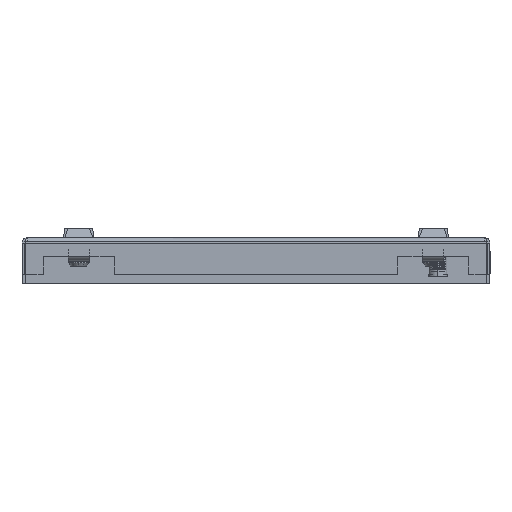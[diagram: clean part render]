
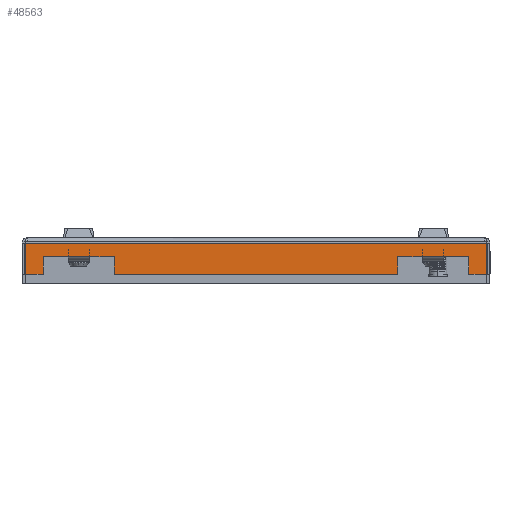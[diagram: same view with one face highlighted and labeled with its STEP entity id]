
A CAD part, left-side view. The second image highlights one B-rep face of the part: STEP entity #48563.
In plain terms, the highlighted planar face has unit normal (-1, 0, 0).
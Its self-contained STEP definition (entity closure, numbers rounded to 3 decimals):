
#689 = EDGE_CURVE ( 'NONE', #3352, #3292, #12154, .T. ) ;
#690 = EDGE_CURVE ( 'NONE', #3271, #3292, #12142, .T. ) ;
#691 = EDGE_CURVE ( 'NONE', #3273, #3271, #12145, .T. ) ;
#692 = EDGE_CURVE ( 'NONE', #3284, #3273, #12138, .T. ) ;
#693 = EDGE_CURVE ( 'NONE', #3328, #3284, #12136, .T. ) ;
#694 = EDGE_CURVE ( 'NONE', #3310, #3328, #12134, .T. ) ;
#695 = EDGE_CURVE ( 'NONE', #3323, #3310, #12132, .T. ) ;
#696 = EDGE_CURVE ( 'NONE', #3325, #3323, #12130, .T. ) ;
#697 = EDGE_CURVE ( 'NONE', #3321, #3325, #12128, .T. ) ;
#698 = EDGE_CURVE ( 'NONE', #3316, #3321, #12126, .T. ) ;
#699 = EDGE_CURVE ( 'NONE', #3337, #3316, #12124, .T. ) ;
#700 = EDGE_CURVE ( 'NONE', #3337, #3352, #12122, .T. ) ;
#3271 = VERTEX_POINT ( 'NONE', #62641 ) ;
#3273 = VERTEX_POINT ( 'NONE', #62640 ) ;
#3284 = VERTEX_POINT ( 'NONE', #62635 ) ;
#3292 = VERTEX_POINT ( 'NONE', #62631 ) ;
#3310 = VERTEX_POINT ( 'NONE', #62624 ) ;
#3316 = VERTEX_POINT ( 'NONE', #62621 ) ;
#3321 = VERTEX_POINT ( 'NONE', #62619 ) ;
#3323 = VERTEX_POINT ( 'NONE', #62618 ) ;
#3325 = VERTEX_POINT ( 'NONE', #62617 ) ;
#3328 = VERTEX_POINT ( 'NONE', #62616 ) ;
#3337 = VERTEX_POINT ( 'NONE', #62612 ) ;
#3352 = VERTEX_POINT ( 'NONE', #62605 ) ;
#12119 = VECTOR ( 'NONE', #40771, 1000. ) ;
#12121 = VECTOR ( 'NONE', #40776, 1000. ) ;
#12122 = LINE ( 'NONE', #40774, #12119 ) ;
#12123 = VECTOR ( 'NONE', #40781, 1000. ) ;
#12124 = LINE ( 'NONE', #40779, #12121 ) ;
#12125 = VECTOR ( 'NONE', #40786, 1000. ) ;
#12126 = LINE ( 'NONE', #40784, #12123 ) ;
#12127 = VECTOR ( 'NONE', #40791, 1000. ) ;
#12128 = LINE ( 'NONE', #40789, #12125 ) ;
#12129 = VECTOR ( 'NONE', #40796, 1000. ) ;
#12130 = LINE ( 'NONE', #40794, #12127 ) ;
#12131 = VECTOR ( 'NONE', #40801, 1000. ) ;
#12132 = LINE ( 'NONE', #40799, #12129 ) ;
#12133 = VECTOR ( 'NONE', #40806, 1000. ) ;
#12134 = LINE ( 'NONE', #40804, #12131 ) ;
#12135 = VECTOR ( 'NONE', #40811, 1000. ) ;
#12136 = LINE ( 'NONE', #40809, #12133 ) ;
#12137 = VECTOR ( 'NONE', #40818, 1000. ) ;
#12138 = LINE ( 'NONE', #40814, #12135 ) ;
#12139 = VECTOR ( 'NONE', #40820, 1000. ) ;
#12141 = VECTOR ( 'NONE', #40826, 1000. ) ;
#12142 = LINE ( 'NONE', #40824, #12139 ) ;
#12145 = LINE ( 'NONE', #40867, #12137 ) ;
#12154 = LINE ( 'NONE', #40829, #12141 ) ;
#12584 = ORIENTED_EDGE ( 'NONE', *, *, #690, .T. ) ;
#12586 = ORIENTED_EDGE ( 'NONE', *, *, #689, .F. ) ;
#12603 = ORIENTED_EDGE ( 'NONE', *, *, #691, .T. ) ;
#12801 = ORIENTED_EDGE ( 'NONE', *, *, #694, .T. ) ;
#12807 = ORIENTED_EDGE ( 'NONE', *, *, #699, .T. ) ;
#12842 = ORIENTED_EDGE ( 'NONE', *, *, #693, .T. ) ;
#12889 = ORIENTED_EDGE ( 'NONE', *, *, #697, .T. ) ;
#12959 = ORIENTED_EDGE ( 'NONE', *, *, #695, .T. ) ;
#12967 = ORIENTED_EDGE ( 'NONE', *, *, #700, .F. ) ;
#12998 = ORIENTED_EDGE ( 'NONE', *, *, #696, .T. ) ;
#13013 = ORIENTED_EDGE ( 'NONE', *, *, #698, .T. ) ;
#13022 = ORIENTED_EDGE ( 'NONE', *, *, #692, .T. ) ;
#30344 = DIRECTION ( 'NONE',  ( 0., 1., 0. ) ) ;
#30347 = DIRECTION ( 'NONE',  ( 1., 0., 0. ) ) ;
#30359 = CARTESIAN_POINT ( 'NONE',  ( -332.5, -98., 0. ) ) ;
#30361 = PLANE ( 'NONE',  #62068 ) ;
#32024 = EDGE_LOOP ( 'NONE', ( #12967, #12807, #13013, #12889, #12998, #12959, #12801, #12842, #13022, #12603, #12584, #12586 ) ) ;
#40771 = DIRECTION ( 'NONE',  ( 0., -1., 0. ) ) ;
#40774 = CARTESIAN_POINT ( 'NONE',  ( -332.5, 196.01, -0.75 ) ) ;
#40776 = DIRECTION ( 'NONE',  ( 0., 0., -1. ) ) ;
#40779 = CARTESIAN_POINT ( 'NONE',  ( -332.5, 97.999, 195.697 ) ) ;
#40781 = DIRECTION ( 'NONE',  ( 0., -1., 0. ) ) ;
#40784 = CARTESIAN_POINT ( 'NONE',  ( -332.5, -98., -14. ) ) ;
#40786 = DIRECTION ( 'NONE',  ( 0., 0., 1. ) ) ;
#40789 = CARTESIAN_POINT ( 'NONE',  ( -332.5, 90., -14. ) ) ;
#40791 = DIRECTION ( 'NONE',  ( 0., -1., 0. ) ) ;
#40794 = CARTESIAN_POINT ( 'NONE',  ( -332.5, 90., -6.5 ) ) ;
#40796 = DIRECTION ( 'NONE',  ( 0., 0., -1. ) ) ;
#40799 = CARTESIAN_POINT ( 'NONE',  ( -332.5, 60., -14. ) ) ;
#40801 = DIRECTION ( 'NONE',  ( 0., -1., 0. ) ) ;
#40804 = CARTESIAN_POINT ( 'NONE',  ( -332.5, -98., -14. ) ) ;
#40806 = DIRECTION ( 'NONE',  ( 0., 0., 1. ) ) ;
#40809 = CARTESIAN_POINT ( 'NONE',  ( -332.5, -60., -14. ) ) ;
#40811 = DIRECTION ( 'NONE',  ( 0., -1., 0. ) ) ;
#40814 = CARTESIAN_POINT ( 'NONE',  ( -332.5, -90., -6.5 ) ) ;
#40818 = DIRECTION ( 'NONE',  ( 0., 0., -1. ) ) ;
#40820 = DIRECTION ( 'NONE',  ( 0., -1., 0. ) ) ;
#40824 = CARTESIAN_POINT ( 'NONE',  ( -332.5, -98., -14. ) ) ;
#40826 = DIRECTION ( 'NONE',  ( 0., 0., -1. ) ) ;
#40829 = CARTESIAN_POINT ( 'NONE',  ( -332.5, -97.999, 195.701 ) ) ;
#40867 = CARTESIAN_POINT ( 'NONE',  ( -332.5, -90., -14. ) ) ;
#48563 = ADVANCED_FACE ( 'NONE', ( #93572 ), #30361, .F. ) ;
#62068 = AXIS2_PLACEMENT_3D ( 'NONE', #30359, #30347, #30344 ) ;
#62605 = CARTESIAN_POINT ( 'NONE',  ( -332.5, -98., -0.75 ) ) ;
#62612 = CARTESIAN_POINT ( 'NONE',  ( -332.5, 98., -0.75 ) ) ;
#62616 = CARTESIAN_POINT ( 'NONE',  ( -332.5, -60., -14. ) ) ;
#62617 = CARTESIAN_POINT ( 'NONE',  ( -332.5, 90., -6.5 ) ) ;
#62618 = CARTESIAN_POINT ( 'NONE',  ( -332.5, 60., -6.5 ) ) ;
#62619 = CARTESIAN_POINT ( 'NONE',  ( -332.5, 90., -14. ) ) ;
#62621 = CARTESIAN_POINT ( 'NONE',  ( -332.5, 98., -14. ) ) ;
#62624 = CARTESIAN_POINT ( 'NONE',  ( -332.5, 60., -14. ) ) ;
#62631 = CARTESIAN_POINT ( 'NONE',  ( -332.5, -98., -14. ) ) ;
#62635 = CARTESIAN_POINT ( 'NONE',  ( -332.5, -60., -6.5 ) ) ;
#62640 = CARTESIAN_POINT ( 'NONE',  ( -332.5, -90., -6.5 ) ) ;
#62641 = CARTESIAN_POINT ( 'NONE',  ( -332.5, -90., -14. ) ) ;
#93572 = FACE_OUTER_BOUND ( 'NONE', #32024, .T. ) ;
